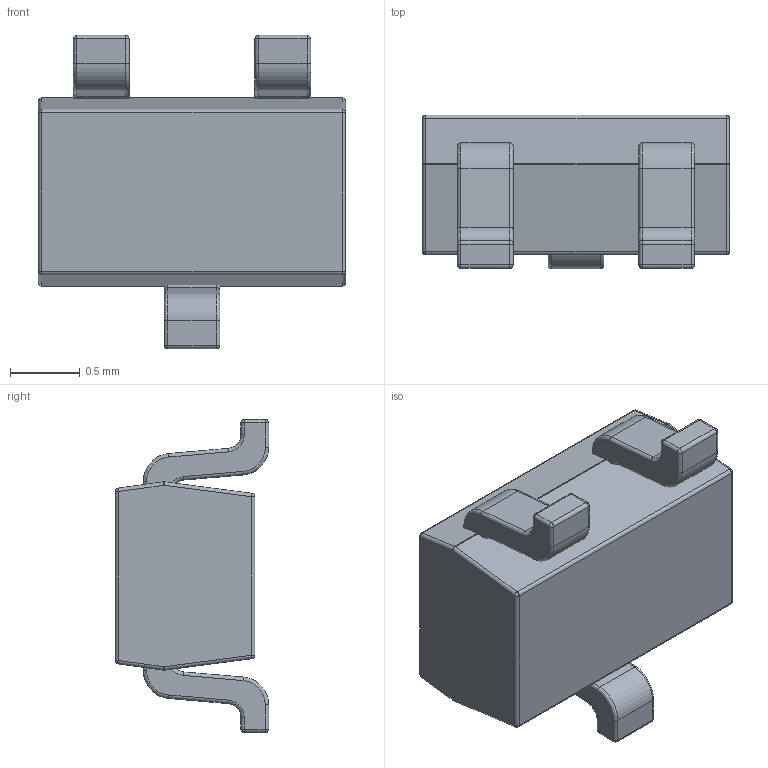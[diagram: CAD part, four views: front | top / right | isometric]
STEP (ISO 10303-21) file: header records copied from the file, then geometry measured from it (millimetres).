
FILE_DESCRIPTION (( 'STEP AP214' ), '1' );
FILE_NAME ('User Library-SOT323 (SC70-3)-1.STEP', '2013-01-18T08:33:28', ( 'Windows User' ), ( '' ), 'SwSTEP 2.0', 'SolidWorks 2013', '' );
FILE_SCHEMA (( 'AUTOMOTIVE_DESIGN' ));
Length unit declared in the file: millimetre
Products named in the file (4): User Library-SOT323 (SC70-3)-1_Beschriftung_1; User Library-SOT323 (SC70-3)-1_K_X_F6rper_1; User Library-SOT323 (SC70-3)-1; User Library-SOT323 (SC70-3)-1_Pins_1
Assembly tree (5 placements, depth 2):
  User Library-SOT323 (SC70-3)-1
    User Library-SOT323 (SC70-3)-1_K_X_F6rper_1
    User Library-SOT323 (SC70-3)-1_Beschriftung_1
    User Library-SOT323 (SC70-3)-1_Pins_1  x3
Bounding box: 2.2 x 1.1 x 2.25 mm (x, y, z)
Volume: 3.1 mm3; surface area: 19 mm2
Topology: 5 solids, 5 shells, 641 faces, 1669 edges, 1040 vertices
Faces by surface type: bspline 364, plane 186, cylinder 91
Entity records: 23442 total; most frequent: CARTESIAN_POINT 6104, ORIENTED_EDGE 2862, EDGE_CURVE 1431, DIRECTION 1343, VERTEX_POINT 928, VECTOR 729, LINE 729, B_SPLINE_CURVE_WITH_KNOTS 608
